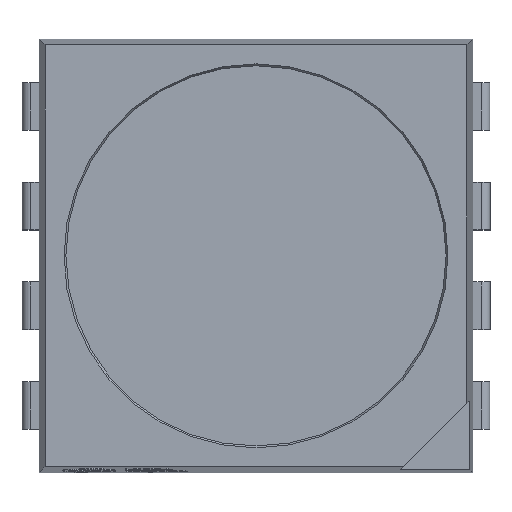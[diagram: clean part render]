
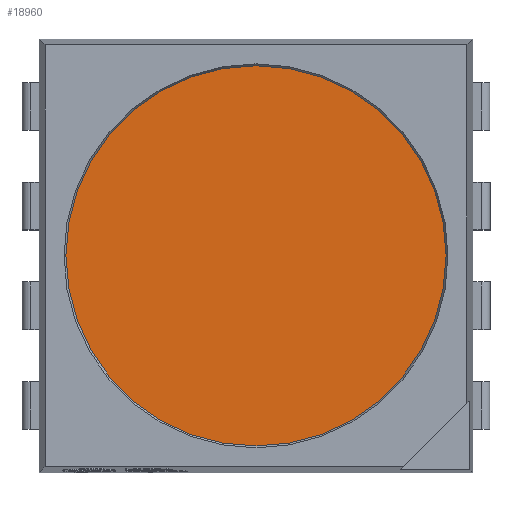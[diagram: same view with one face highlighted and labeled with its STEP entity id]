
A CAD part, top view. The second image highlights one B-rep face of the part: STEP entity #18960.
In plain terms, the highlighted planar face has unit normal (0, 0, 1).
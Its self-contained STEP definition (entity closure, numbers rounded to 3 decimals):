
#594 = AXIS2_PLACEMENT_3D ( 'NONE', #16427, #8777, #4546 ) ;
#1777 = VERTEX_POINT ( 'NONE', #14625 ) ;
#2095 = CARTESIAN_POINT ( 'NONE',  ( 0., 0., 0.73 ) ) ;
#3546 = DIRECTION ( 'NONE',  ( 0., 0., 1. ) ) ;
#3567 = EDGE_CURVE ( 'NONE', #8396, #1777, #17226, .T. ) ;
#4090 = FACE_OUTER_BOUND ( 'NONE', #16407, .T. ) ;
#4546 = DIRECTION ( 'NONE',  ( 1., 0., 0. ) ) ;
#4968 = CARTESIAN_POINT ( 'NONE',  ( 0., 0., 0.73 ) ) ;
#6577 = CIRCLE ( 'NONE', #18331, 2.193 ) ;
#8396 = VERTEX_POINT ( 'NONE', #12763 ) ;
#8777 = DIRECTION ( 'NONE',  ( 0., 0., 1. ) ) ;
#12703 = DIRECTION ( 'NONE',  ( 1., 0., 0. ) ) ;
#12763 = CARTESIAN_POINT ( 'NONE',  ( -2.193, 0., 0.73 ) ) ;
#13379 = DIRECTION ( 'NONE',  ( 0., 0., 1. ) ) ;
#14625 = CARTESIAN_POINT ( 'NONE',  ( 2.193, 0., 0.73 ) ) ;
#15328 = AXIS2_PLACEMENT_3D ( 'NONE', #2095, #13379, #16455 ) ;
#15812 = ORIENTED_EDGE ( 'NONE', *, *, #3567, .T. ) ;
#16040 = PLANE ( 'NONE',  #594 ) ;
#16407 = EDGE_LOOP ( 'NONE', ( #18908, #15812 ) ) ;
#16427 = CARTESIAN_POINT ( 'NONE',  ( 0., 0., 0.73 ) ) ;
#16455 = DIRECTION ( 'NONE',  ( 1., 0., 0. ) ) ;
#16600 = EDGE_CURVE ( 'NONE', #1777, #8396, #6577, .T. ) ;
#17226 = CIRCLE ( 'NONE', #15328, 2.193 ) ;
#18331 = AXIS2_PLACEMENT_3D ( 'NONE', #4968, #3546, #12703 ) ;
#18908 = ORIENTED_EDGE ( 'NONE', *, *, #16600, .T. ) ;
#18960 = ADVANCED_FACE ( 'NONE', ( #4090 ), #16040, .T. ) ;
